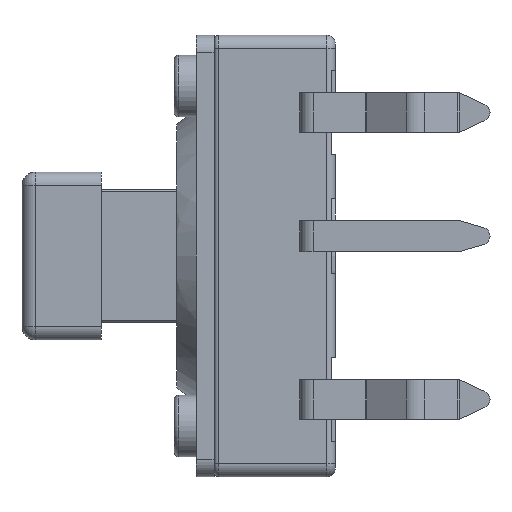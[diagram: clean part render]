
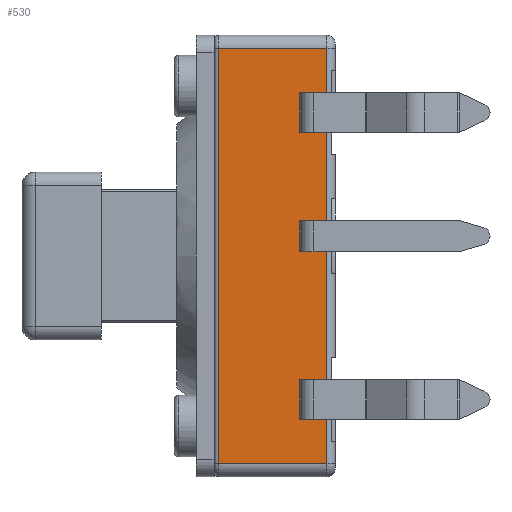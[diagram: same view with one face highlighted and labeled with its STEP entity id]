
A CAD part, left-side view. The second image highlights one B-rep face of the part: STEP entity #530.
In plain terms, the highlighted planar face has unit normal (-1, 0, 0).
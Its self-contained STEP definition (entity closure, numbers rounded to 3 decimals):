
#530=ADVANCED_FACE('NONE',(#1244,#1245,#1246,#1247),#1248,.F.);
#1244=FACE_OUTER_BOUND('',#2152,.T.);
#1245=FACE_BOUND('',#2153,.T.);
#1246=FACE_BOUND('',#2154,.T.);
#1247=FACE_BOUND('',#2155,.T.);
#1248=PLANE('',#2156);
#2152=EDGE_LOOP('',(#3708,#3709,#3710,#3711));
#2153=EDGE_LOOP('',(#3712,#3713,#3714,#3715));
#2154=EDGE_LOOP('',(#3716,#3717,#3718,#3719));
#2155=EDGE_LOOP('',(#3720,#3721,#3722,#3723));
#2156=AXIS2_PLACEMENT_3D('',#3724,#3725,#3726);
#3708=ORIENTED_EDGE('',*,*,#5610,.F.);
#3709=ORIENTED_EDGE('',*,*,#5551,.T.);
#3710=ORIENTED_EDGE('',*,*,#5617,.T.);
#3711=ORIENTED_EDGE('',*,*,#5625,.F.);
#3712=ORIENTED_EDGE('',*,*,#5725,.T.);
#3713=ORIENTED_EDGE('',*,*,#5726,.F.);
#3714=ORIENTED_EDGE('',*,*,#5727,.T.);
#3715=ORIENTED_EDGE('',*,*,#5728,.T.);
#3716=ORIENTED_EDGE('',*,*,#5729,.F.);
#3717=ORIENTED_EDGE('',*,*,#5730,.T.);
#3718=ORIENTED_EDGE('',*,*,#5731,.F.);
#3719=ORIENTED_EDGE('',*,*,#5732,.F.);
#3720=ORIENTED_EDGE('',*,*,#5733,.T.);
#3721=ORIENTED_EDGE('',*,*,#5734,.T.);
#3722=ORIENTED_EDGE('',*,*,#5735,.F.);
#3723=ORIENTED_EDGE('',*,*,#5736,.T.);
#3724=CARTESIAN_POINT('',(-5.0,2.75,0.0));
#3725=DIRECTION('',(1.0,0.0,-0.0));
#3726=DIRECTION('',(-0.0,1.0,0.0));
#5551=EDGE_CURVE('NONE',#6678,#6686,#6688,.T.);
#5610=EDGE_CURVE('NONE',#6678,#6770,#6780,.T.);
#5617=EDGE_CURVE('NONE',#6686,#6782,#6791,.T.);
#5625=EDGE_CURVE('NONE',#6770,#6782,#6799,.T.);
#5725=EDGE_CURVE('NONE',#6931,#6932,#6933,.T.);
#5726=EDGE_CURVE('NONE',#6934,#6932,#6935,.T.);
#5727=EDGE_CURVE('NONE',#6934,#6936,#6937,.T.);
#5728=EDGE_CURVE('NONE',#6936,#6931,#6938,.T.);
#5729=EDGE_CURVE('NONE',#6939,#6940,#6941,.T.);
#5730=EDGE_CURVE('NONE',#6939,#6942,#6943,.T.);
#5731=EDGE_CURVE('NONE',#6944,#6942,#6945,.T.);
#5732=EDGE_CURVE('NONE',#6940,#6944,#6946,.T.);
#5733=EDGE_CURVE('NONE',#6947,#6948,#6949,.T.);
#5734=EDGE_CURVE('NONE',#6948,#6950,#6951,.T.);
#5735=EDGE_CURVE('NONE',#6952,#6950,#6953,.T.);
#5736=EDGE_CURVE('NONE',#6952,#6947,#6954,.T.);
#6678=VERTEX_POINT('NONE',#8210);
#6686=VERTEX_POINT('NONE',#8218);
#6688=LINE('',#8220,#8221);
#6770=VERTEX_POINT('NONE',#8330);
#6780=LINE('',#8341,#8342);
#6782=VERTEX_POINT('NONE',#8344);
#6791=LINE('',#8353,#8354);
#6799=LINE('',#8368,#8369);
#6931=VERTEX_POINT('NONE',#8541);
#6932=VERTEX_POINT('NONE',#8542);
#6933=LINE('',#8543,#8544);
#6934=VERTEX_POINT('NONE',#8545);
#6935=LINE('',#8546,#8547);
#6936=VERTEX_POINT('NONE',#8548);
#6937=LINE('',#8549,#8550);
#6938=LINE('',#8551,#8552);
#6939=VERTEX_POINT('NONE',#8553);
#6940=VERTEX_POINT('NONE',#8554);
#6941=LINE('',#8555,#8556);
#6942=VERTEX_POINT('NONE',#8557);
#6943=LINE('',#8558,#8559);
#6944=VERTEX_POINT('NONE',#8560);
#6945=LINE('',#8561,#8562);
#6946=LINE('',#8563,#8564);
#6947=VERTEX_POINT('NONE',#8565);
#6948=VERTEX_POINT('NONE',#8566);
#6949=LINE('',#8567,#8568);
#6950=VERTEX_POINT('NONE',#8569);
#6951=LINE('',#8570,#8571);
#6952=VERTEX_POINT('NONE',#8572);
#6953=LINE('',#8573,#8574);
#6954=LINE('',#8575,#8576);
#8210=CARTESIAN_POINT('',(-5.0,2.65,4.7));
#8218=CARTESIAN_POINT('',(-5.0,2.65,-4.7));
#8220=CARTESIAN_POINT('',(-5.0,2.65,0.0));
#8221=VECTOR('',#9987,1000.0);
#8330=CARTESIAN_POINT('',(-5.0,0.2,4.7));
#8341=CARTESIAN_POINT('',(-5.0,2.75,4.7));
#8342=VECTOR('',#10064,1000.0);
#8344=CARTESIAN_POINT('',(-5.0,0.2,-4.7));
#8353=CARTESIAN_POINT('',(-5.0,2.75,-4.7));
#8354=VECTOR('',#10077,1000.0);
#8368=CARTESIAN_POINT('',(-5.0,0.2,-4.7));
#8369=VECTOR('',#10084,1000.0);
#8541=CARTESIAN_POINT('',(-5.0,0.51,-3.7));
#8542=CARTESIAN_POINT('',(-5.0,0.805,-3.7));
#8543=CARTESIAN_POINT('',(-5.0,0.805,-3.7));
#8544=VECTOR('',#10203,1000.0);
#8545=CARTESIAN_POINT('',(-5.0,0.805,-2.8));
#8546=CARTESIAN_POINT('',(-5.0,0.805,-3.8));
#8547=VECTOR('',#10204,1000.0);
#8548=CARTESIAN_POINT('',(-5.0,0.51,-2.8));
#8549=CARTESIAN_POINT('',(-5.0,0.805,-2.8));
#8550=VECTOR('',#10205,1000.0);
#8551=CARTESIAN_POINT('',(-5.0,0.51,-3.8));
#8552=VECTOR('',#10206,1000.0);
#8553=CARTESIAN_POINT('',(-5.0,0.805,2.8));
#8554=CARTESIAN_POINT('',(-5.0,0.51,2.8));
#8555=CARTESIAN_POINT('',(-5.0,0.805,2.8));
#8556=VECTOR('',#10207,1000.0);
#8557=CARTESIAN_POINT('',(-5.0,0.805,3.7));
#8558=CARTESIAN_POINT('',(-5.0,0.805,3.8));
#8559=VECTOR('',#10208,1000.0);
#8560=CARTESIAN_POINT('',(-5.0,0.51,3.7));
#8561=CARTESIAN_POINT('',(-5.0,0.805,3.7));
#8562=VECTOR('',#10209,1000.0);
#8563=CARTESIAN_POINT('',(-5.0,0.51,3.8));
#8564=VECTOR('',#10210,1000.0);
#8565=CARTESIAN_POINT('',(-5.0,0.805,0.1));
#8566=CARTESIAN_POINT('',(-5.0,0.805,0.8));
#8567=CARTESIAN_POINT('',(-5.0,0.805,0.));
#8568=VECTOR('',#10211,1000.0);
#8569=CARTESIAN_POINT('',(-5.0,0.51,0.8));
#8570=CARTESIAN_POINT('',(-5.0,0.805,0.8));
#8571=VECTOR('',#10212,1000.0);
#8572=CARTESIAN_POINT('',(-5.0,0.51,0.1));
#8573=CARTESIAN_POINT('',(-5.0,0.51,0.));
#8574=VECTOR('',#10213,1000.0);
#8575=CARTESIAN_POINT('',(-5.0,0.805,0.1));
#8576=VECTOR('',#10214,1000.0);
#9987=DIRECTION('',(0.0,0.0,-1.0));
#10064=DIRECTION('',(0.0,-1.0,0.0));
#10077=DIRECTION('',(0.0,-1.0,-0.0));
#10084=DIRECTION('',(0.0,0.0,-1.0));
#10203=DIRECTION('',(0.0,1.0,0.0));
#10204=DIRECTION('',(0.0,0.0,-1.0));
#10205=DIRECTION('',(0.0,-1.0,0.0));
#10206=DIRECTION('',(0.0,0.0,-1.0));
#10207=DIRECTION('',(0.0,-1.0,0.0));
#10208=DIRECTION('',(0.0,0.0,1.0));
#10209=DIRECTION('',(0.0,1.0,0.0));
#10210=DIRECTION('',(0.0,0.0,1.0));
#10211=DIRECTION('',(0.0,0.0,1.0));
#10212=DIRECTION('',(0.0,-1.0,0.0));
#10213=DIRECTION('',(0.0,0.0,1.0));
#10214=DIRECTION('',(0.0,1.0,0.0));
